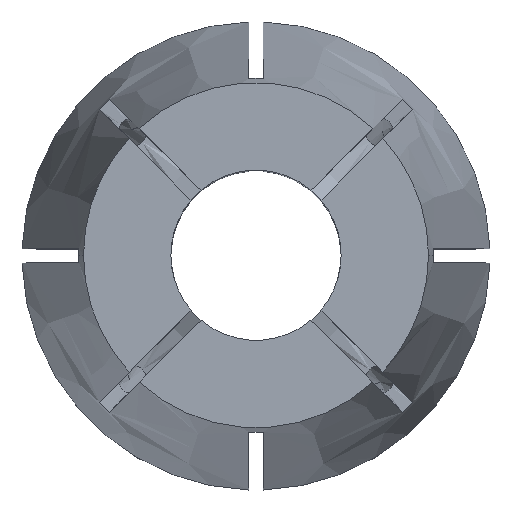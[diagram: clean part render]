
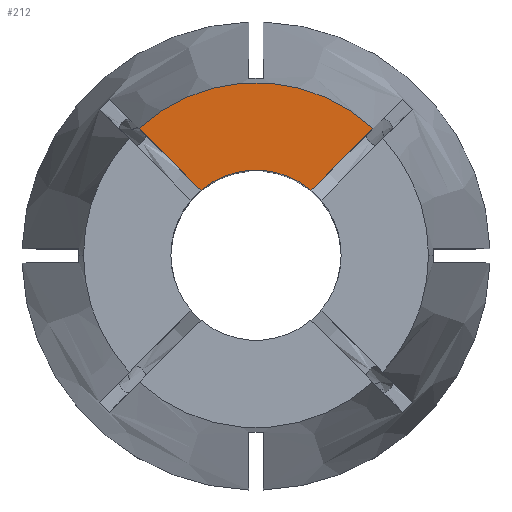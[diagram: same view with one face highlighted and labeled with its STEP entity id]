
A CAD part, top view. The second image highlights one B-rep face of the part: STEP entity #212.
In plain terms, the highlighted planar face has unit normal (0, 0, 1).
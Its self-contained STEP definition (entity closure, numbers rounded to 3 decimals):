
#14 = VERTEX_POINT ( 'NONE', #2295 ) ;
#31 = AXIS2_PLACEMENT_3D ( 'NONE', #757, #1194, #144 ) ;
#144 = DIRECTION ( 'NONE',  ( 1., 0., 0. ) ) ;
#175 = CARTESIAN_POINT ( 'NONE',  ( -0.354, 0.354, 0. ) ) ;
#184 = VERTEX_POINT ( 'NONE', #1530 ) ;
#212 = ADVANCED_FACE ( 'NONE', ( #1473 ), #2029, .F. ) ;
#226 = VECTOR ( 'NONE', #1981, 1000. ) ;
#385 = AXIS2_PLACEMENT_3D ( 'NONE', #2013, #2193, #2844 ) ;
#472 = DIRECTION ( 'NONE',  ( 0.707, 0.707, 0. ) ) ;
#526 = CARTESIAN_POINT ( 'NONE',  ( 0.354, 0.354, 0. ) ) ;
#640 = EDGE_CURVE ( 'NONE', #2173, #14, #1902, .T. ) ;
#757 = CARTESIAN_POINT ( 'NONE',  ( 0., 0., 0. ) ) ;
#783 = ORIENTED_EDGE ( 'NONE', *, *, #1571, .T. ) ;
#815 = CIRCLE ( 'NONE', #1706, 12.158 ) ;
#1026 = CIRCLE ( 'NONE', #31, 6. ) ;
#1064 = CARTESIAN_POINT ( 'NONE',  ( 3.874, 4.581, 0. ) ) ;
#1095 = ORIENTED_EDGE ( 'NONE', *, *, #2737, .F. ) ;
#1166 = VERTEX_POINT ( 'NONE', #2398 ) ;
#1194 = DIRECTION ( 'NONE',  ( 0., 0., 1. ) ) ;
#1473 = FACE_OUTER_BOUND ( 'NONE', #2287, .T. ) ;
#1530 = CARTESIAN_POINT ( 'NONE',  ( -8.236, 8.943, 0. ) ) ;
#1571 = EDGE_CURVE ( 'NONE', #184, #1166, #1972, .T. ) ;
#1706 = AXIS2_PLACEMENT_3D ( 'NONE', #1739, #2337, #2618 ) ;
#1739 = CARTESIAN_POINT ( 'NONE',  ( 0., 0., 0. ) ) ;
#1902 = LINE ( 'NONE', #175, #2489 ) ;
#1972 = LINE ( 'NONE', #526, #226 ) ;
#1981 = DIRECTION ( 'NONE',  ( 0.707, -0.707, 0. ) ) ;
#2013 = CARTESIAN_POINT ( 'NONE',  ( 0., 0., 0. ) ) ;
#2029 = PLANE ( 'NONE',  #385 ) ;
#2067 = ORIENTED_EDGE ( 'NONE', *, *, #640, .T. ) ;
#2173 = VERTEX_POINT ( 'NONE', #1064 ) ;
#2193 = DIRECTION ( 'NONE',  ( 0., 0., -1. ) ) ;
#2287 = EDGE_LOOP ( 'NONE', ( #1095, #2067, #2461, #783 ) ) ;
#2295 = CARTESIAN_POINT ( 'NONE',  ( 8.236, 8.943, 0. ) ) ;
#2337 = DIRECTION ( 'NONE',  ( 0., 0., 1. ) ) ;
#2398 = CARTESIAN_POINT ( 'NONE',  ( -3.874, 4.581, 0. ) ) ;
#2461 = ORIENTED_EDGE ( 'NONE', *, *, #2846, .T. ) ;
#2489 = VECTOR ( 'NONE', #472, 1000. ) ;
#2618 = DIRECTION ( 'NONE',  ( 1., 0., 0. ) ) ;
#2737 = EDGE_CURVE ( 'NONE', #2173, #1166, #1026, .T. ) ;
#2844 = DIRECTION ( 'NONE',  ( -1., 0., 0. ) ) ;
#2846 = EDGE_CURVE ( 'NONE', #14, #184, #815, .T. ) ;
